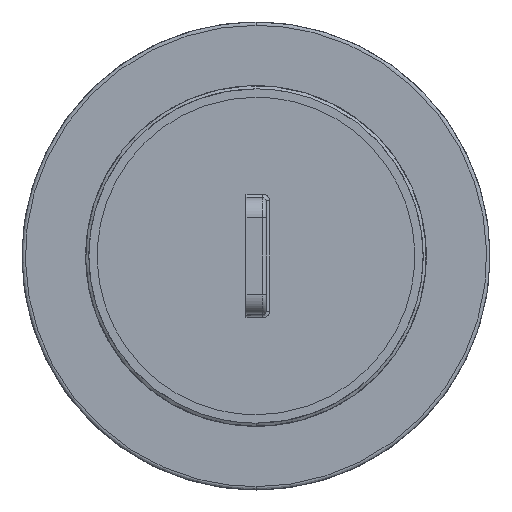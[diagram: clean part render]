
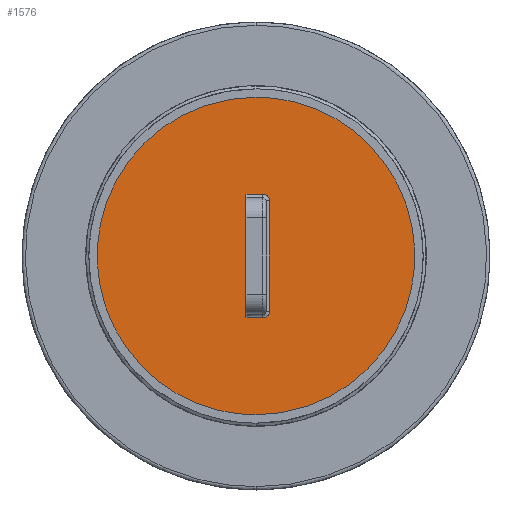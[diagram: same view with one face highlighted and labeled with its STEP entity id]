
A CAD part, left-side view. The second image highlights one B-rep face of the part: STEP entity #1576.
In plain terms, the highlighted free-form (B-spline) face has degree [1, 1] with [2, 2] control points.
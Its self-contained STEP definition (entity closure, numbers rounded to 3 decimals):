
#481 = VERTEX_POINT('',#482);
#482 = CARTESIAN_POINT('',(-20.043,0.,
    -11.9));
#487 = EDGE_CURVE('',#488,#481,#490,.T.);
#488 = VERTEX_POINT('',#489);
#489 = CARTESIAN_POINT('',(-20.043,0.,11.9));
#490 = ( BOUNDED_CURVE() B_SPLINE_CURVE(2,(#491,#492,#493,#494,#495),
.UNSPECIFIED.,.F.,.F.) B_SPLINE_CURVE_WITH_KNOTS((3,2,3),(0.,
1.571,3.142),.PIECEWISE_BEZIER_KNOTS.) CURVE() 
GEOMETRIC_REPRESENTATION_ITEM() RATIONAL_B_SPLINE_CURVE((1.,
0.707,1.,0.707,1.)) REPRESENTATION_ITEM('') );
#491 = CARTESIAN_POINT('',(-20.043,0.,11.9));
#492 = CARTESIAN_POINT('',(-20.043,11.9,
    11.9));
#493 = CARTESIAN_POINT('',(-20.043,11.9,
    0.));
#494 = CARTESIAN_POINT('',(-20.043,11.9,
    -11.9));
#495 = CARTESIAN_POINT('',(-20.043,0.,
    -11.9));
#1576 = ADVANCED_FACE('',(#1577,#1588),#1634,.F.);
#1577 = FACE_BOUND('',#1578,.T.);
#1578 = EDGE_LOOP('',(#1579,#1580));
#1579 = ORIENTED_EDGE('',*,*,#487,.T.);
#1580 = ORIENTED_EDGE('',*,*,#1581,.T.);
#1581 = EDGE_CURVE('',#481,#488,#1582,.T.);
#1582 = ( BOUNDED_CURVE() B_SPLINE_CURVE(2,(#1583,#1584,#1585,#1586,
#1587),.UNSPECIFIED.,.F.,.F.) B_SPLINE_CURVE_WITH_KNOTS((3,2,3),(
    3.142,4.712,6.283),
.PIECEWISE_BEZIER_KNOTS.) CURVE() GEOMETRIC_REPRESENTATION_ITEM() 
RATIONAL_B_SPLINE_CURVE((1.,0.707,1.,0.707,1.)) 
REPRESENTATION_ITEM('') );
#1583 = CARTESIAN_POINT('',(-20.043,0.,
    -11.9));
#1584 = CARTESIAN_POINT('',(-20.043,-11.9,
    -11.9));
#1585 = CARTESIAN_POINT('',(-20.043,-11.9,
    0.));
#1586 = CARTESIAN_POINT('',(-20.043,-11.9,
    11.9));
#1587 = CARTESIAN_POINT('',(-20.043,0.,
    11.9));
#1588 = FACE_BOUND('',#1589,.T.);
#1589 = EDGE_LOOP('',(#1590,#1599,#1606,#1613,#1621,#1628));
#1590 = ORIENTED_EDGE('',*,*,#1591,.T.);
#1591 = EDGE_CURVE('',#1592,#1594,#1596,.T.);
#1592 = VERTEX_POINT('',#1593);
#1593 = CARTESIAN_POINT('',(-20.043,-0.501,
    -4.635));
#1594 = VERTEX_POINT('',#1595);
#1595 = CARTESIAN_POINT('',(-20.043,0.752,
    -4.635));
#1596 = B_SPLINE_CURVE_WITH_KNOTS('',1,(#1597,#1598),.UNSPECIFIED.,.F.,
  .F.,(2,2),(-1.,0.),.PIECEWISE_BEZIER_KNOTS.);
#1597 = CARTESIAN_POINT('',(-20.043,-0.501,
    -4.635));
#1598 = CARTESIAN_POINT('',(-20.043,0.752,
    -4.635));
#1599 = ORIENTED_EDGE('',*,*,#1600,.F.);
#1600 = EDGE_CURVE('',#1601,#1594,#1603,.T.);
#1601 = VERTEX_POINT('',#1602);
#1602 = CARTESIAN_POINT('',(-20.043,0.752,
    4.635));
#1603 = B_SPLINE_CURVE_WITH_KNOTS('',1,(#1604,#1605),.UNSPECIFIED.,.F.,
  .F.,(2,2),(-7.2,0.2),.PIECEWISE_BEZIER_KNOTS.);
#1604 = CARTESIAN_POINT('',(-20.043,0.752,
    4.635));
#1605 = CARTESIAN_POINT('',(-20.043,0.752,
    -4.635));
#1606 = ORIENTED_EDGE('',*,*,#1607,.T.);
#1607 = EDGE_CURVE('',#1601,#1608,#1610,.T.);
#1608 = VERTEX_POINT('',#1609);
#1609 = CARTESIAN_POINT('',(-20.043,-0.501,
    4.635));
#1610 = B_SPLINE_CURVE_WITH_KNOTS('',1,(#1611,#1612),.UNSPECIFIED.,.F.,
  .F.,(2,2),(-1.2,-0.2),.PIECEWISE_BEZIER_KNOTS.);
#1611 = CARTESIAN_POINT('',(-20.043,0.752,
    4.635));
#1612 = CARTESIAN_POINT('',(-20.043,-0.501,
    4.635));
#1613 = ORIENTED_EDGE('',*,*,#1614,.F.);
#1614 = EDGE_CURVE('',#1615,#1608,#1617,.T.);
#1615 = VERTEX_POINT('',#1616);
#1616 = CARTESIAN_POINT('',(-20.043,-1.002,
    4.134));
#1617 = ( BOUNDED_CURVE() B_SPLINE_CURVE(2,(#1618,#1619,#1620),
.UNSPECIFIED.,.F.,.F.) B_SPLINE_CURVE_WITH_KNOTS((3,3),(1.571,
3.142),.PIECEWISE_BEZIER_KNOTS.) CURVE() 
GEOMETRIC_REPRESENTATION_ITEM() RATIONAL_B_SPLINE_CURVE((1.,
0.707,1.)) REPRESENTATION_ITEM('') );
#1618 = CARTESIAN_POINT('',(-20.043,-1.002,
    4.134));
#1619 = CARTESIAN_POINT('',(-20.043,-1.002,
    4.635));
#1620 = CARTESIAN_POINT('',(-20.043,-0.501,
    4.635));
#1621 = ORIENTED_EDGE('',*,*,#1622,.T.);
#1622 = EDGE_CURVE('',#1615,#1623,#1625,.T.);
#1623 = VERTEX_POINT('',#1624);
#1624 = CARTESIAN_POINT('',(-20.043,-1.002,
    -4.134));
#1625 = B_SPLINE_CURVE_WITH_KNOTS('',1,(#1626,#1627),.UNSPECIFIED.,.F.,
  .F.,(2,2),(-6.8,-0.2),.PIECEWISE_BEZIER_KNOTS.);
#1626 = CARTESIAN_POINT('',(-20.043,-1.002,
    4.134));
#1627 = CARTESIAN_POINT('',(-20.043,-1.002,
    -4.134));
#1628 = ORIENTED_EDGE('',*,*,#1629,.F.);
#1629 = EDGE_CURVE('',#1592,#1623,#1630,.T.);
#1630 = ( BOUNDED_CURVE() B_SPLINE_CURVE(2,(#1631,#1632,#1633),
.UNSPECIFIED.,.F.,.F.) B_SPLINE_CURVE_WITH_KNOTS((3,3),(0.,
1.571),.PIECEWISE_BEZIER_KNOTS.) CURVE() 
GEOMETRIC_REPRESENTATION_ITEM() RATIONAL_B_SPLINE_CURVE((1.,
0.707,1.)) REPRESENTATION_ITEM('') );
#1631 = CARTESIAN_POINT('',(-20.043,-0.501,
    -4.635));
#1632 = CARTESIAN_POINT('',(-20.043,-1.002,
    -4.635));
#1633 = CARTESIAN_POINT('',(-20.043,-1.002,
    -4.134));
#1634 = B_SPLINE_SURFACE_WITH_KNOTS('',1,1,(
    (#1635,#1636)
    ,(#1637,#1638
    )),.UNSPECIFIED.,.F.,.F.,.F.,(2,2),(2,2),(-9.5,9.5),(-19.,0.),
  .PIECEWISE_BEZIER_KNOTS.);
#1635 = CARTESIAN_POINT('',(-20.043,-11.9,
    11.9));
#1636 = CARTESIAN_POINT('',(-20.043,11.9,
    11.9));
#1637 = CARTESIAN_POINT('',(-20.043,-11.9,
    -11.9));
#1638 = CARTESIAN_POINT('',(-20.043,11.9,
    -11.9));
